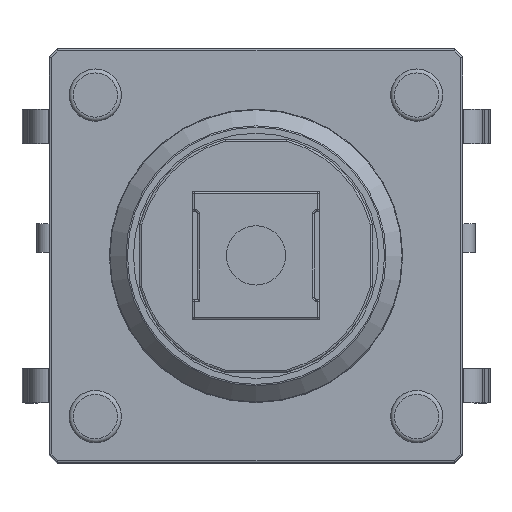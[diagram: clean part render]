
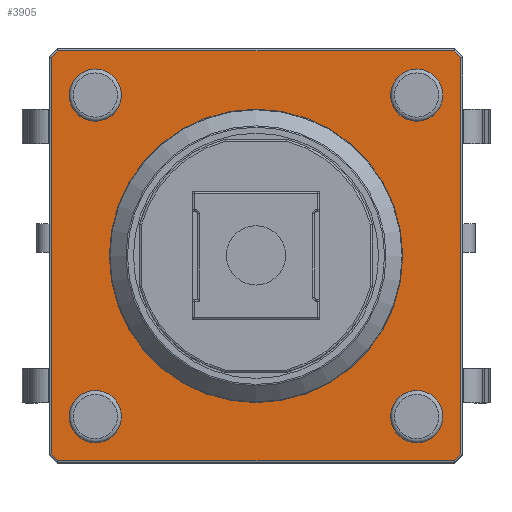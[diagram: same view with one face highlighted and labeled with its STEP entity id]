
A CAD part, top view. The second image highlights one B-rep face of the part: STEP entity #3905.
In plain terms, the highlighted planar face has unit normal (0, 0, 1).
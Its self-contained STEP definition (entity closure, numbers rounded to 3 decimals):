
#162=PLANE('',#4258);
#335=FACE_OUTER_BOUND('',#572,.T.);
#572=EDGE_LOOP('',(#3132,#3133,#3134,#3135,#3136,#3137,#3138,#3139));
#888=LINE('',#6256,#1257);
#890=LINE('',#6264,#1259);
#892=LINE('',#6270,#1261);
#894=LINE('',#6276,#1263);
#896=LINE('',#6282,#1265);
#899=LINE('',#6290,#1268);
#901=LINE('',#6296,#1270);
#903=LINE('',#6300,#1272);
#1257=VECTOR('',#5025,10.);
#1259=VECTOR('',#5033,10.);
#1261=VECTOR('',#5039,10.);
#1263=VECTOR('',#5045,10.);
#1265=VECTOR('',#5051,10.);
#1268=VECTOR('',#5058,10.);
#1270=VECTOR('',#5064,10.);
#1272=VECTOR('',#5070,10.);
#1802=VERTEX_POINT('',#6254);
#1803=VERTEX_POINT('',#6255);
#1806=VERTEX_POINT('',#6263);
#1808=VERTEX_POINT('',#6269);
#1810=VERTEX_POINT('',#6275);
#1812=VERTEX_POINT('',#6281);
#1815=VERTEX_POINT('',#6289);
#1817=VERTEX_POINT('',#6295);
#2256=EDGE_CURVE('',#1802,#1803,#888,.T.);
#2260=EDGE_CURVE('',#1803,#1806,#890,.T.);
#2263=EDGE_CURVE('',#1806,#1808,#892,.T.);
#2266=EDGE_CURVE('',#1808,#1810,#894,.T.);
#2269=EDGE_CURVE('',#1810,#1812,#896,.T.);
#2273=EDGE_CURVE('',#1812,#1815,#899,.T.);
#2276=EDGE_CURVE('',#1815,#1817,#901,.T.);
#2279=EDGE_CURVE('',#1817,#1802,#903,.T.);
#3132=ORIENTED_EDGE('',*,*,#2256,.F.);
#3133=ORIENTED_EDGE('',*,*,#2279,.F.);
#3134=ORIENTED_EDGE('',*,*,#2276,.F.);
#3135=ORIENTED_EDGE('',*,*,#2273,.F.);
#3136=ORIENTED_EDGE('',*,*,#2269,.F.);
#3137=ORIENTED_EDGE('',*,*,#2266,.F.);
#3138=ORIENTED_EDGE('',*,*,#2263,.F.);
#3139=ORIENTED_EDGE('',*,*,#2260,.F.);
#3905=ADVANCED_FACE('',(#335),#162,.T.);
#4258=AXIS2_PLACEMENT_3D('',#6319,#5088,#5089);
#5025=DIRECTION('',(0.,1.,0.));
#5033=DIRECTION('',(0.707,0.707,0.));
#5039=DIRECTION('',(1.,0.,0.));
#5045=DIRECTION('',(0.707,-0.707,0.));
#5051=DIRECTION('',(0.,-1.,0.));
#5058=DIRECTION('',(-0.707,-0.707,0.));
#5064=DIRECTION('',(-1.,0.,0.));
#5070=DIRECTION('',(-0.707,0.707,0.));
#5088=DIRECTION('center_axis',(0.,0.,1.));
#5089=DIRECTION('ref_axis',(1.,0.,0.));
#6254=CARTESIAN_POINT('',(0.05,0.221,3.15));
#6255=CARTESIAN_POINT('',(0.05,10.079,3.15));
#6256=CARTESIAN_POINT('',(0.05,7.625,3.15));
#6263=CARTESIAN_POINT('',(0.221,10.25,3.15));
#6264=CARTESIAN_POINT('',(0.185,10.215,3.15));
#6269=CARTESIAN_POINT('',(10.079,10.25,3.15));
#6270=CARTESIAN_POINT('',(7.625,10.25,3.15));
#6275=CARTESIAN_POINT('',(10.25,10.079,3.15));
#6276=CARTESIAN_POINT('',(10.215,10.115,3.15));
#6281=CARTESIAN_POINT('',(10.25,0.221,3.15));
#6282=CARTESIAN_POINT('',(10.25,2.675,3.15));
#6289=CARTESIAN_POINT('',(10.079,0.05,3.15));
#6290=CARTESIAN_POINT('',(10.115,0.085,3.15));
#6295=CARTESIAN_POINT('',(0.221,0.05,3.15));
#6296=CARTESIAN_POINT('',(2.675,0.05,3.15));
#6300=CARTESIAN_POINT('',(0.085,0.185,3.15));
#6319=CARTESIAN_POINT('Origin',(5.15,5.15,3.15));
